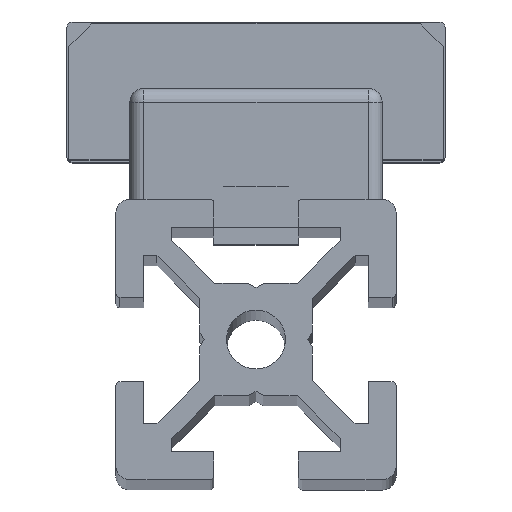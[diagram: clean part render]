
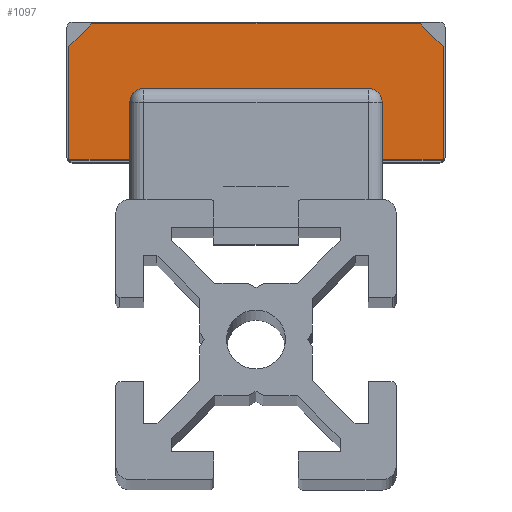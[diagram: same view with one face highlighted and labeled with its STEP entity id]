
A CAD part, top view. The second image highlights one B-rep face of the part: STEP entity #1097.
In plain terms, the highlighted face is planar.
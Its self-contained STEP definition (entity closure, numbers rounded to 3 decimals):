
#456 = VECTOR ( 'NONE', #11621, 1000. ) ;
#551 = CARTESIAN_POINT ( 'NONE',  ( -22.7, -4.85, 6.15 ) ) ;
#630 = EDGE_CURVE ( 'NONE', #1044, #9666, #5033, .T. ) ;
#809 = ORIENTED_EDGE ( 'NONE', *, *, #10394, .T. ) ;
#1044 = VERTEX_POINT ( 'NONE', #14652 ) ;
#1097 = ADVANCED_FACE ( 'NONE', ( #14882 ), #9868, .T. ) ;
#1129 = ORIENTED_EDGE ( 'NONE', *, *, #2435, .T. ) ;
#1404 = VECTOR ( 'NONE', #13589, 1000. ) ;
#1614 = VERTEX_POINT ( 'NONE', #4969 ) ;
#1632 = DIRECTION ( 'NONE',  ( 0., -1., 0. ) ) ;
#1716 = CARTESIAN_POINT ( 'NONE',  ( -22.7, -4.85, -6.15 ) ) ;
#1752 = CARTESIAN_POINT ( 'NONE',  ( -22.7, 0., 0. ) ) ;
#2050 = CARTESIAN_POINT ( 'NONE',  ( -22.7, -9.85, 13.35 ) ) ;
#2076 = CARTESIAN_POINT ( 'NONE',  ( -22.7, -1.776, 13.35 ) ) ;
#2233 = LINE ( 'NONE', #3598, #11046 ) ;
#2429 = VECTOR ( 'NONE', #7236, 1000. ) ;
#2435 = EDGE_CURVE ( 'NONE', #1614, #5912, #11299, .T. ) ;
#2454 = DIRECTION ( 'NONE',  ( 0., 0., 1. ) ) ;
#2965 = EDGE_CURVE ( 'NONE', #13018, #1614, #8724, .T. ) ;
#3071 = EDGE_CURVE ( 'NONE', #12394, #5679, #12928, .T. ) ;
#3106 = ORIENTED_EDGE ( 'NONE', *, *, #7198, .T. ) ;
#3264 = CARTESIAN_POINT ( 'NONE',  ( -22.7, -9.85, 6.15 ) ) ;
#3300 = CARTESIAN_POINT ( 'NONE',  ( -22.7, -1.776, -13.35 ) ) ;
#3383 = DIRECTION ( 'NONE',  ( 0., -1., 0. ) ) ;
#3568 = VERTEX_POINT ( 'NONE', #8255 ) ;
#3570 = ORIENTED_EDGE ( 'NONE', *, *, #3855, .T. ) ;
#3598 = CARTESIAN_POINT ( 'NONE',  ( -22.7, -4.85, -6.15 ) ) ;
#3855 = EDGE_CURVE ( 'NONE', #3568, #12394, #6561, .T. ) ;
#4290 = CARTESIAN_POINT ( 'NONE',  ( -22.7, -0.15, 11.724 ) ) ;
#4760 = CARTESIAN_POINT ( 'NONE',  ( -22.7, -9.85, -6.15 ) ) ;
#4969 = CARTESIAN_POINT ( 'NONE',  ( -22.7, -0.15, 11.724 ) ) ;
#5033 = LINE ( 'NONE', #551, #7591 ) ;
#5096 = CARTESIAN_POINT ( 'NONE',  ( -22.7, -1.776, -13.35 ) ) ;
#5552 = LINE ( 'NONE', #12003, #2429 ) ;
#5679 = VERTEX_POINT ( 'NONE', #1716 ) ;
#5842 = VERTEX_POINT ( 'NONE', #2050 ) ;
#5912 = VERTEX_POINT ( 'NONE', #13645 ) ;
#6106 = ORIENTED_EDGE ( 'NONE', *, *, #630, .T. ) ;
#6528 = VECTOR ( 'NONE', #13623, 1000. ) ;
#6552 = ORIENTED_EDGE ( 'NONE', *, *, #3071, .T. ) ;
#6561 = LINE ( 'NONE', #13814, #11679 ) ;
#7198 = EDGE_CURVE ( 'NONE', #5842, #13018, #5552, .T. ) ;
#7225 = ORIENTED_EDGE ( 'NONE', *, *, #7590, .T. ) ;
#7236 = DIRECTION ( 'NONE',  ( 0., 1., 0. ) ) ;
#7590 = EDGE_CURVE ( 'NONE', #5912, #10025, #14311, .T. ) ;
#7591 = VECTOR ( 'NONE', #1632, 1000. ) ;
#7842 = DIRECTION ( 'NONE',  ( 0., -0.707, -0.707 ) ) ;
#8255 = CARTESIAN_POINT ( 'NONE',  ( -22.7, -9.85, -13.35 ) ) ;
#8381 = CARTESIAN_POINT ( 'NONE',  ( -22.7, -1.776, 13.35 ) ) ;
#8675 = DIRECTION ( 'NONE',  ( -1., 0., 0. ) ) ;
#8724 = LINE ( 'NONE', #2076, #456 ) ;
#9198 = VECTOR ( 'NONE', #7842, 1000. ) ;
#9576 = DIRECTION ( 'NONE',  ( 0., 1., 0. ) ) ;
#9666 = VERTEX_POINT ( 'NONE', #3264 ) ;
#9701 = CARTESIAN_POINT ( 'NONE',  ( -22.7, -9.85, -6.15 ) ) ;
#9841 = VECTOR ( 'NONE', #9576, 1000. ) ;
#9868 = PLANE ( 'NONE',  #11839 ) ;
#10025 = VERTEX_POINT ( 'NONE', #5096 ) ;
#10354 = CARTESIAN_POINT ( 'NONE',  ( -22.7, -1.776, -13.35 ) ) ;
#10394 = EDGE_CURVE ( 'NONE', #5679, #1044, #2233, .T. ) ;
#10886 = EDGE_CURVE ( 'NONE', #10025, #3568, #14484, .T. ) ;
#11046 = VECTOR ( 'NONE', #2454, 1000. ) ;
#11132 = DIRECTION ( 'NONE',  ( 0., 0., 1. ) ) ;
#11299 = LINE ( 'NONE', #4290, #1404 ) ;
#11621 = DIRECTION ( 'NONE',  ( 0., 0.707, -0.707 ) ) ;
#11679 = VECTOR ( 'NONE', #12631, 1000. ) ;
#11839 = AXIS2_PLACEMENT_3D ( 'NONE', #1752, #8675, #11132 ) ;
#12003 = CARTESIAN_POINT ( 'NONE',  ( -22.7, -9.85, 13.35 ) ) ;
#12394 = VERTEX_POINT ( 'NONE', #9701 ) ;
#12631 = DIRECTION ( 'NONE',  ( 0., 0., 1. ) ) ;
#12687 = ORIENTED_EDGE ( 'NONE', *, *, #2965, .T. ) ;
#12734 = LINE ( 'NONE', #13730, #6528 ) ;
#12928 = LINE ( 'NONE', #4760, #9841 ) ;
#13018 = VERTEX_POINT ( 'NONE', #8381 ) ;
#13220 = VECTOR ( 'NONE', #3383, 1000. ) ;
#13345 = EDGE_LOOP ( 'NONE', ( #14036, #3570, #6552, #809, #6106, #14974, #3106, #12687, #1129, #7225 ) ) ;
#13589 = DIRECTION ( 'NONE',  ( 0., 0., -1. ) ) ;
#13623 = DIRECTION ( 'NONE',  ( 0., 0., 1. ) ) ;
#13645 = CARTESIAN_POINT ( 'NONE',  ( -22.7, -0.15, -11.724 ) ) ;
#13730 = CARTESIAN_POINT ( 'NONE',  ( -22.7, -9.85, 6.15 ) ) ;
#13814 = CARTESIAN_POINT ( 'NONE',  ( -22.7, -9.85, -13.35 ) ) ;
#14036 = ORIENTED_EDGE ( 'NONE', *, *, #10886, .T. ) ;
#14311 = LINE ( 'NONE', #3300, #9198 ) ;
#14484 = LINE ( 'NONE', #10354, #13220 ) ;
#14652 = CARTESIAN_POINT ( 'NONE',  ( -22.7, -4.85, 6.15 ) ) ;
#14726 = EDGE_CURVE ( 'NONE', #9666, #5842, #12734, .T. ) ;
#14882 = FACE_OUTER_BOUND ( 'NONE', #13345, .T. ) ;
#14974 = ORIENTED_EDGE ( 'NONE', *, *, #14726, .T. ) ;
